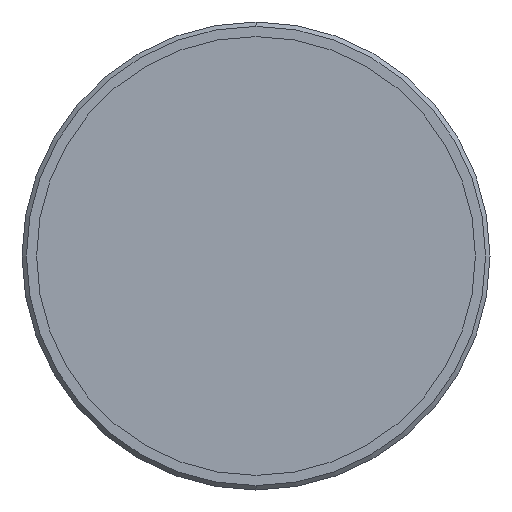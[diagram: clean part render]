
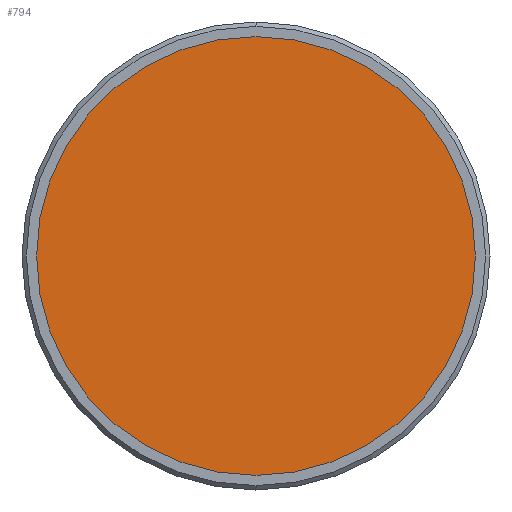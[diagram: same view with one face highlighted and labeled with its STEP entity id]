
A CAD part, left-side view. The second image highlights one B-rep face of the part: STEP entity #794.
In plain terms, the highlighted planar face has unit normal (-1, 0, 0).
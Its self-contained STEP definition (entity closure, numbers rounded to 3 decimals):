
#71 = EDGE_LOOP ( 'NONE', ( #121, #151 ) ) ;
#121 = ORIENTED_EDGE ( 'NONE', *, *, #981, .T. ) ;
#138 = CARTESIAN_POINT ( 'NONE',  ( 2.5, 0., 15. ) ) ;
#151 = ORIENTED_EDGE ( 'NONE', *, *, #257, .T. ) ;
#157 = DIRECTION ( 'NONE',  ( -1., 0., 0. ) ) ;
#219 = CIRCLE ( 'NONE', #638, 15. ) ;
#220 = AXIS2_PLACEMENT_3D ( 'NONE', #828, #818, #498 ) ;
#229 = VERTEX_POINT ( 'NONE', #138 ) ;
#232 = DIRECTION ( 'NONE',  ( 0., 0., 1. ) ) ;
#233 = PLANE ( 'NONE',  #220 ) ;
#257 = EDGE_CURVE ( 'NONE', #582, #229, #613, .T. ) ;
#323 = CARTESIAN_POINT ( 'NONE',  ( 2.5, 0., 0. ) ) ;
#498 = DIRECTION ( 'NONE',  ( 0., 0., 1. ) ) ;
#538 = DIRECTION ( 'NONE',  ( 0., 0., 1. ) ) ;
#544 = CARTESIAN_POINT ( 'NONE',  ( 2.5, 0., 0. ) ) ;
#548 = FACE_OUTER_BOUND ( 'NONE', #71, .T. ) ;
#582 = VERTEX_POINT ( 'NONE', #882 ) ;
#613 = CIRCLE ( 'NONE', #670, 15. ) ;
#638 = AXIS2_PLACEMENT_3D ( 'NONE', #544, #852, #538 ) ;
#670 = AXIS2_PLACEMENT_3D ( 'NONE', #323, #157, #232 ) ;
#794 = ADVANCED_FACE ( 'NONE', ( #548 ), #233, .T. ) ;
#818 = DIRECTION ( 'NONE',  ( -1., 0., 0. ) ) ;
#828 = CARTESIAN_POINT ( 'NONE',  ( 2.5, 0., 0. ) ) ;
#852 = DIRECTION ( 'NONE',  ( -1., 0., 0. ) ) ;
#882 = CARTESIAN_POINT ( 'NONE',  ( 2.5, 0., -15. ) ) ;
#981 = EDGE_CURVE ( 'NONE', #229, #582, #219, .T. ) ;
